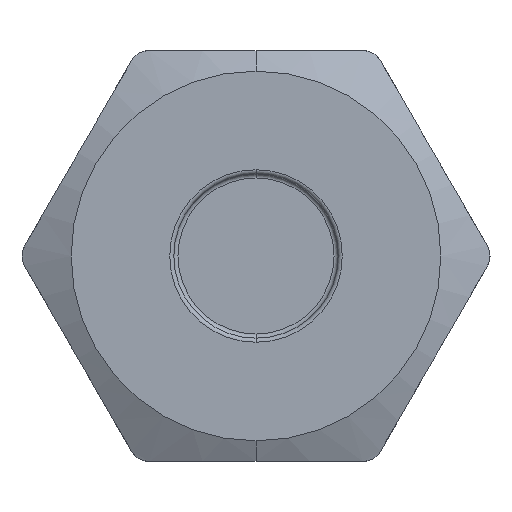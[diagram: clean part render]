
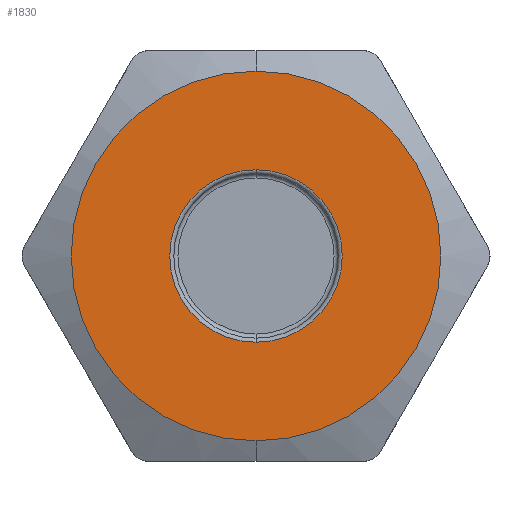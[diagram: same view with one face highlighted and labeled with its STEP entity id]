
A CAD part, left-side view. The second image highlights one B-rep face of the part: STEP entity #1830.
In plain terms, the highlighted planar face has unit normal (-1, 0, 0).
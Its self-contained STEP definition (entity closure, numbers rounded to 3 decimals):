
#213 = CIRCLE ( 'NONE', #2007, 4.5 ) ;
#343 = ORIENTED_EDGE ( 'NONE', *, *, #1806, .T. ) ;
#350 = ORIENTED_EDGE ( 'NONE', *, *, #2694, .T. ) ;
#369 = FACE_BOUND ( 'NONE', #4179, .T. ) ;
#400 = CARTESIAN_POINT ( 'NONE',  ( -4., 0., 0. ) ) ;
#407 = AXIS2_PLACEMENT_3D ( 'NONE', #2630, #3664, #1736 ) ;
#504 = CARTESIAN_POINT ( 'NONE',  ( -4., 0., -4.5 ) ) ;
#653 = CARTESIAN_POINT ( 'NONE',  ( -4., 0., 4.5 ) ) ;
#838 = DIRECTION ( 'NONE',  ( 0., 0., 1. ) ) ;
#884 = CIRCLE ( 'NONE', #4201, 4.5 ) ;
#1230 = EDGE_LOOP ( 'NONE', ( #343, #350 ) ) ;
#1291 = CARTESIAN_POINT ( 'NONE',  ( -4., 0., -2.1 ) ) ;
#1641 = VERTEX_POINT ( 'NONE', #653 ) ;
#1736 = DIRECTION ( 'NONE',  ( 0., 0., 1. ) ) ;
#1806 = EDGE_CURVE ( 'NONE', #1641, #3862, #884, .T. ) ;
#1830 = ADVANCED_FACE ( 'NONE', ( #369, #4474 ), #2801, .T. ) ;
#1966 = EDGE_CURVE ( 'NONE', #2473, #5857, #3001, .T. ) ;
#2007 = AXIS2_PLACEMENT_3D ( 'NONE', #2796, #3819, #838 ) ;
#2254 = DIRECTION ( 'NONE',  ( -1., 0., 0. ) ) ;
#2473 = VERTEX_POINT ( 'NONE', #1291 ) ;
#2630 = CARTESIAN_POINT ( 'NONE',  ( -4., 0., 0. ) ) ;
#2694 = EDGE_CURVE ( 'NONE', #3862, #1641, #213, .T. ) ;
#2759 = CARTESIAN_POINT ( 'NONE',  ( -4., 0., 0. ) ) ;
#2796 = CARTESIAN_POINT ( 'NONE',  ( -4., 0., 0. ) ) ;
#2801 = PLANE ( 'NONE',  #3399 ) ;
#3001 = CIRCLE ( 'NONE', #6159, 2.1 ) ;
#3399 = AXIS2_PLACEMENT_3D ( 'NONE', #3720, #4263, #6180 ) ;
#3664 = DIRECTION ( 'NONE',  ( 1., 0., 0. ) ) ;
#3720 = CARTESIAN_POINT ( 'NONE',  ( -4., 5.774, 0. ) ) ;
#3807 = DIRECTION ( 'NONE',  ( 1., 0., 0. ) ) ;
#3819 = DIRECTION ( 'NONE',  ( -1., 0., 0. ) ) ;
#3862 = VERTEX_POINT ( 'NONE', #504 ) ;
#4179 = EDGE_LOOP ( 'NONE', ( #5482, #6240 ) ) ;
#4201 = AXIS2_PLACEMENT_3D ( 'NONE', #2759, #2254, #5228 ) ;
#4263 = DIRECTION ( 'NONE',  ( -1., 0., 0. ) ) ;
#4474 = FACE_OUTER_BOUND ( 'NONE', #1230, .T. ) ;
#4604 = EDGE_CURVE ( 'NONE', #5857, #2473, #4833, .T. ) ;
#4766 = CARTESIAN_POINT ( 'NONE',  ( -4., 0., 2.1 ) ) ;
#4833 = CIRCLE ( 'NONE', #407, 2.1 ) ;
#5228 = DIRECTION ( 'NONE',  ( 0., 0., 1. ) ) ;
#5482 = ORIENTED_EDGE ( 'NONE', *, *, #4604, .T. ) ;
#5857 = VERTEX_POINT ( 'NONE', #4766 ) ;
#6157 = DIRECTION ( 'NONE',  ( 0., 0., 1. ) ) ;
#6159 = AXIS2_PLACEMENT_3D ( 'NONE', #400, #3807, #6157 ) ;
#6180 = DIRECTION ( 'NONE',  ( 0., 0., 1. ) ) ;
#6240 = ORIENTED_EDGE ( 'NONE', *, *, #1966, .T. ) ;
